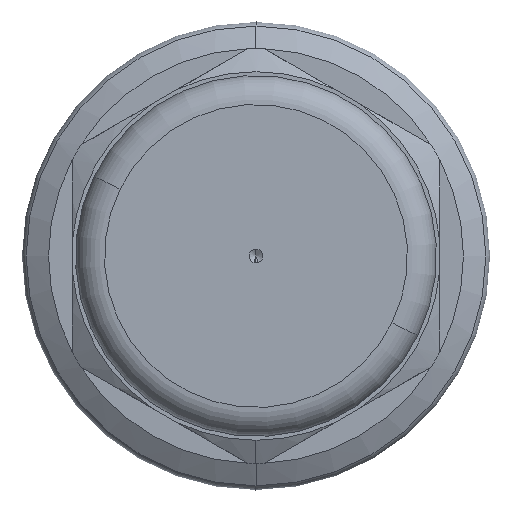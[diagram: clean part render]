
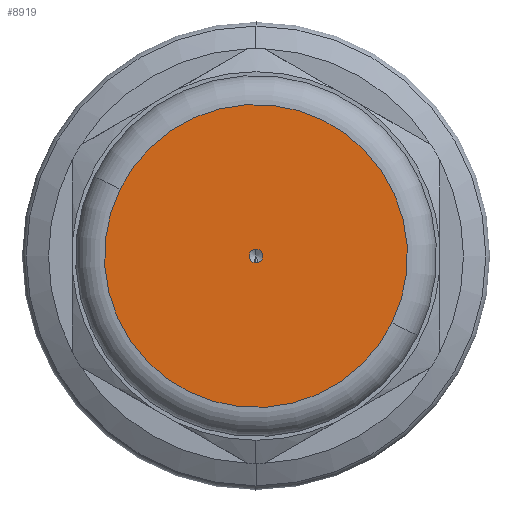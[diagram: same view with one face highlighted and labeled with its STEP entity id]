
A CAD part, left-side view. The second image highlights one B-rep face of the part: STEP entity #8919.
In plain terms, the highlighted planar face has unit normal (-1, 0, 0).
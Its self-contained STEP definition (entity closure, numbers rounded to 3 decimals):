
#14 = EDGE_CURVE ( 'NONE', #8049, #5328, #12631, .T. ) ;
#276 = VERTEX_POINT ( 'NONE', #3795 ) ;
#347 = AXIS2_PLACEMENT_3D ( 'NONE', #11740, #17095, #17039 ) ;
#492 = CARTESIAN_POINT ( 'NONE',  ( -22.1, 11.735, 5.767 ) ) ;
#814 = DIRECTION ( 'NONE',  ( 1., 0., 0. ) ) ;
#970 = CARTESIAN_POINT ( 'NONE',  ( -22.1, 0., 0. ) ) ;
#1547 = VERTEX_POINT ( 'NONE', #15854 ) ;
#3795 = CARTESIAN_POINT ( 'NONE',  ( -22.1, -0.538, -0.265 ) ) ;
#4796 = PLANE ( 'NONE',  #8394 ) ;
#5328 = VERTEX_POINT ( 'NONE', #12230 ) ;
#5346 = FACE_OUTER_BOUND ( 'NONE', #13051, .T. ) ;
#5599 = AXIS2_PLACEMENT_3D ( 'NONE', #17091, #17258, #10832 ) ;
#5732 = CIRCLE ( 'NONE', #5599, 0.6 ) ;
#5948 = ORIENTED_EDGE ( 'NONE', *, *, #14, .F. ) ;
#6863 = ORIENTED_EDGE ( 'NONE', *, *, #13815, .T. ) ;
#7485 = DIRECTION ( 'NONE',  ( 0., -0.897, -0.441 ) ) ;
#8030 = EDGE_LOOP ( 'NONE', ( #10544, #6863 ) ) ;
#8049 = VERTEX_POINT ( 'NONE', #492 ) ;
#8394 = AXIS2_PLACEMENT_3D ( 'NONE', #15389, #14158, #14033 ) ;
#8780 = CARTESIAN_POINT ( 'NONE',  ( -22.1, 0., 0. ) ) ;
#8919 = ADVANCED_FACE ( 'NONE', ( #12260, #5346 ), #4796, .T. ) ;
#9187 = EDGE_CURVE ( 'NONE', #276, #1547, #5732, .T. ) ;
#10544 = ORIENTED_EDGE ( 'NONE', *, *, #9187, .T. ) ;
#10832 = DIRECTION ( 'NONE',  ( 0., -0.897, -0.441 ) ) ;
#11740 = CARTESIAN_POINT ( 'NONE',  ( -22.1, 0., 0. ) ) ;
#11767 = CIRCLE ( 'NONE', #347, 13.075 ) ;
#11856 = AXIS2_PLACEMENT_3D ( 'NONE', #8780, #814, #7485 ) ;
#11857 = EDGE_CURVE ( 'NONE', #5328, #8049, #11767, .T. ) ;
#12230 = CARTESIAN_POINT ( 'NONE',  ( -22.1, -11.735, -5.767 ) ) ;
#12260 = FACE_BOUND ( 'NONE', #8030, .T. ) ;
#12631 = CIRCLE ( 'NONE', #11856, 13.075 ) ;
#12792 = CIRCLE ( 'NONE', #14397, 0.6 ) ;
#12915 = DIRECTION ( 'NONE',  ( 0., -0.897, -0.441 ) ) ;
#13051 = EDGE_LOOP ( 'NONE', ( #13920, #5948 ) ) ;
#13815 = EDGE_CURVE ( 'NONE', #1547, #276, #12792, .T. ) ;
#13920 = ORIENTED_EDGE ( 'NONE', *, *, #11857, .F. ) ;
#14033 = DIRECTION ( 'NONE',  ( 0., 0.897, 0.441 ) ) ;
#14158 = DIRECTION ( 'NONE',  ( -1., 0., 0. ) ) ;
#14397 = AXIS2_PLACEMENT_3D ( 'NONE', #970, #15548, #12915 ) ;
#15389 = CARTESIAN_POINT ( 'NONE',  ( -22.1, -0.538, -0.265 ) ) ;
#15548 = DIRECTION ( 'NONE',  ( 1., 0., 0. ) ) ;
#15854 = CARTESIAN_POINT ( 'NONE',  ( -22.1, 0.538, 0.265 ) ) ;
#17039 = DIRECTION ( 'NONE',  ( 0., -0.897, -0.441 ) ) ;
#17091 = CARTESIAN_POINT ( 'NONE',  ( -22.1, 0., 0. ) ) ;
#17095 = DIRECTION ( 'NONE',  ( 1., 0., 0. ) ) ;
#17258 = DIRECTION ( 'NONE',  ( 1., 0., 0. ) ) ;
